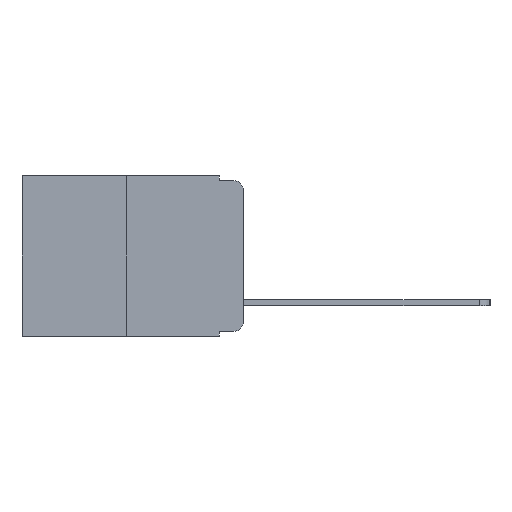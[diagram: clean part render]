
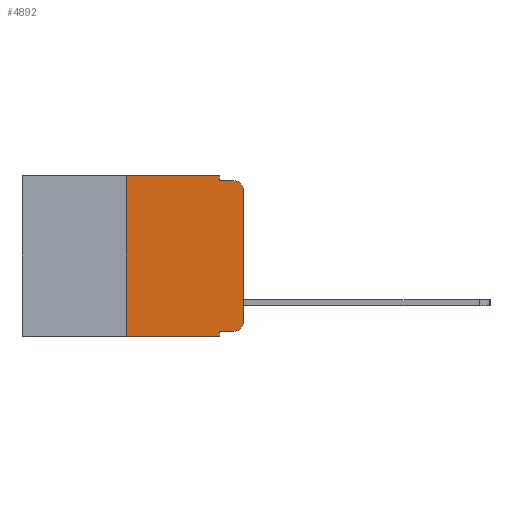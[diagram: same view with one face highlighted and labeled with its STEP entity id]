
A CAD part, left-side view. The second image highlights one B-rep face of the part: STEP entity #4892.
In plain terms, the highlighted planar face has unit normal (-1, 0, 0).
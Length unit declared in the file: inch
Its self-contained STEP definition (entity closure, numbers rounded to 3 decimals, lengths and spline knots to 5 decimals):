
#39 = ORIENTED_EDGE ( 'NONE', *, *, #448, .T. ) ;
#448 = EDGE_CURVE ( 'NONE', #8252, #6991, #12665, .T. ) ;
#1225 = CARTESIAN_POINT ( 'NONE',  ( 0., 0.02, -0.03 ) ) ;
#1268 = CARTESIAN_POINT ( 'NONE',  ( 0., 0.051, -0.343 ) ) ;
#1328 = CARTESIAN_POINT ( 'NONE',  ( 0., 0., -0.03 ) ) ;
#1348 = LINE ( 'NONE', #12444, #10145 ) ;
#2710 = ORIENTED_EDGE ( 'NONE', *, *, #10343, .F. ) ;
#3022 = DIRECTION ( 'NONE',  ( 0., 0., -1. ) ) ;
#3186 = ORIENTED_EDGE ( 'NONE', *, *, #19355, .T. ) ;
#3242 = DIRECTION ( 'NONE',  ( 0., 0., 1. ) ) ;
#3284 = VERTEX_POINT ( 'NONE', #3953 ) ;
#3369 = CARTESIAN_POINT ( 'NONE',  ( 0., 0.02, -0.333 ) ) ;
#3713 = VERTEX_POINT ( 'NONE', #15342 ) ;
#3854 = LINE ( 'NONE', #10683, #16989 ) ;
#3884 = DIRECTION ( 'NONE',  ( 0., -1., 0. ) ) ;
#3953 = CARTESIAN_POINT ( 'NONE',  ( 0., 0.051, -0.333 ) ) ;
#3965 = CIRCLE ( 'NONE', #11398, 0.02 ) ;
#4223 = FACE_OUTER_BOUND ( 'NONE', #7039, .T. ) ;
#4391 = EDGE_CURVE ( 'NONE', #15305, #8233, #3854, .T. ) ;
#4862 = VECTOR ( 'NONE', #17114, 39.37008 ) ;
#4892 = ADVANCED_FACE ( 'NONE', ( #4223 ), #20279, .F. ) ;
#4894 = LINE ( 'NONE', #6852, #14000 ) ;
#5500 = ORIENTED_EDGE ( 'NONE', *, *, #11491, .F. ) ;
#5810 = ORIENTED_EDGE ( 'NONE', *, *, #9188, .T. ) ;
#6420 = VERTEX_POINT ( 'NONE', #6907 ) ;
#6665 = CARTESIAN_POINT ( 'NONE',  ( 0., 0.02, -0.01 ) ) ;
#6792 = CARTESIAN_POINT ( 'NONE',  ( 0., 0.473, 0. ) ) ;
#6833 = AXIS2_PLACEMENT_3D ( 'NONE', #17918, #7761, #19595 ) ;
#6852 = CARTESIAN_POINT ( 'NONE',  ( 0., 0.051, -0.333 ) ) ;
#6907 = CARTESIAN_POINT ( 'NONE',  ( 0., 0.051, -0.01 ) ) ;
#6985 = VECTOR ( 'NONE', #8104, 39.37008 ) ;
#6991 = VERTEX_POINT ( 'NONE', #1328 ) ;
#7039 = EDGE_LOOP ( 'NONE', ( #39, #3186, #17008, #20665, #12774, #5500, #11958, #2710, #5810, #13855 ) ) ;
#7761 = DIRECTION ( 'NONE',  ( -1., 0., 0. ) ) ;
#8017 = EDGE_CURVE ( 'NONE', #8334, #8252, #19012, .T. ) ;
#8104 = DIRECTION ( 'NONE',  ( 0., 0., -1. ) ) ;
#8233 = VERTEX_POINT ( 'NONE', #1268 ) ;
#8252 = VERTEX_POINT ( 'NONE', #15198 ) ;
#8334 = VERTEX_POINT ( 'NONE', #3369 ) ;
#8547 = DIRECTION ( 'NONE',  ( 0., 0., -1. ) ) ;
#9188 = EDGE_CURVE ( 'NONE', #3284, #8334, #4894, .T. ) ;
#9484 = LINE ( 'NONE', #21793, #4862 ) ;
#9948 = DIRECTION ( 'NONE',  ( 0., 0., -1. ) ) ;
#10145 = VECTOR ( 'NONE', #3884, 39.37008 ) ;
#10343 = EDGE_CURVE ( 'NONE', #3284, #8233, #12111, .T. ) ;
#10683 = CARTESIAN_POINT ( 'NONE',  ( 0., 0.473, -0.343 ) ) ;
#11087 = EDGE_CURVE ( 'NONE', #3713, #15460, #1348, .T. ) ;
#11190 = LINE ( 'NONE', #21948, #15142 ) ;
#11398 = AXIS2_PLACEMENT_3D ( 'NONE', #1225, #13409, #3022 ) ;
#11491 = EDGE_CURVE ( 'NONE', #15305, #3713, #11190, .T. ) ;
#11958 = ORIENTED_EDGE ( 'NONE', *, *, #4391, .T. ) ;
#12111 = LINE ( 'NONE', #21604, #6985 ) ;
#12444 = CARTESIAN_POINT ( 'NONE',  ( 0., 0.473, 0. ) ) ;
#12665 = LINE ( 'NONE', #14957, #16604 ) ;
#12774 = ORIENTED_EDGE ( 'NONE', *, *, #11087, .F. ) ;
#13409 = DIRECTION ( 'NONE',  ( -1., 0., 0. ) ) ;
#13855 = ORIENTED_EDGE ( 'NONE', *, *, #8017, .T. ) ;
#14000 = VECTOR ( 'NONE', #18724, 39.37008 ) ;
#14379 = VERTEX_POINT ( 'NONE', #6665 ) ;
#14863 = EDGE_CURVE ( 'NONE', #15460, #6420, #19693, .T. ) ;
#14932 = CARTESIAN_POINT ( 'NONE',  ( 0., 0.051, 0. ) ) ;
#14957 = CARTESIAN_POINT ( 'NONE',  ( 0., 0., 0. ) ) ;
#14959 = CARTESIAN_POINT ( 'NONE',  ( 0., 0.051, 0. ) ) ;
#15142 = VECTOR ( 'NONE', #3242, 39.37008 ) ;
#15184 = DIRECTION ( 'NONE',  ( 0., 0., 1. ) ) ;
#15198 = CARTESIAN_POINT ( 'NONE',  ( 0., 0., -0.313 ) ) ;
#15305 = VERTEX_POINT ( 'NONE', #19410 ) ;
#15342 = CARTESIAN_POINT ( 'NONE',  ( 0., 0.25, 0. ) ) ;
#15460 = VERTEX_POINT ( 'NONE', #14932 ) ;
#16487 = AXIS2_PLACEMENT_3D ( 'NONE', #6792, #18670, #8547 ) ;
#16604 = VECTOR ( 'NONE', #15184, 39.37008 ) ;
#16989 = VECTOR ( 'NONE', #17451, 39.37008 ) ;
#17008 = ORIENTED_EDGE ( 'NONE', *, *, #18237, .F. ) ;
#17114 = DIRECTION ( 'NONE',  ( 0., -1., 0. ) ) ;
#17451 = DIRECTION ( 'NONE',  ( 0., -1., 0. ) ) ;
#17918 = CARTESIAN_POINT ( 'NONE',  ( 0., 0.02, -0.313 ) ) ;
#18237 = EDGE_CURVE ( 'NONE', #6420, #14379, #9484, .T. ) ;
#18658 = VECTOR ( 'NONE', #9948, 39.37008 ) ;
#18670 = DIRECTION ( 'NONE',  ( 1., 0., 0. ) ) ;
#18724 = DIRECTION ( 'NONE',  ( 0., -1., 0. ) ) ;
#19012 = CIRCLE ( 'NONE', #6833, 0.02 ) ;
#19355 = EDGE_CURVE ( 'NONE', #6991, #14379, #3965, .T. ) ;
#19410 = CARTESIAN_POINT ( 'NONE',  ( 0., 0.25, -0.343 ) ) ;
#19595 = DIRECTION ( 'NONE',  ( 0., 0., -1. ) ) ;
#19693 = LINE ( 'NONE', #14959, #18658 ) ;
#20279 = PLANE ( 'NONE',  #16487 ) ;
#20665 = ORIENTED_EDGE ( 'NONE', *, *, #14863, .F. ) ;
#21604 = CARTESIAN_POINT ( 'NONE',  ( 0., 0.051, 0. ) ) ;
#21793 = CARTESIAN_POINT ( 'NONE',  ( 0., 0.051, -0.01 ) ) ;
#21948 = CARTESIAN_POINT ( 'NONE',  ( 0., 0.25, 0. ) ) ;
